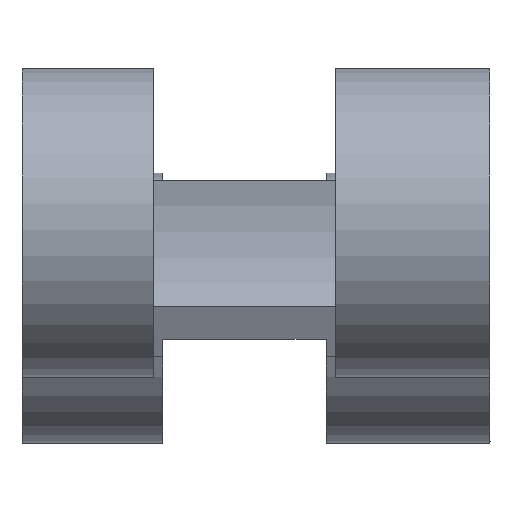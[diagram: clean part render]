
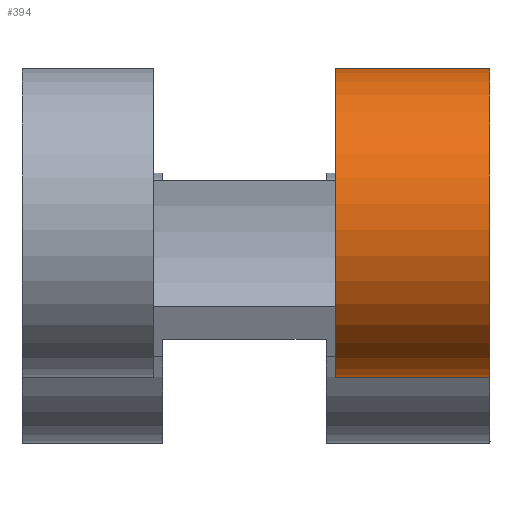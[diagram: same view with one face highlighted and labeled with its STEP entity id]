
A CAD part, left-side view. The second image highlights one B-rep face of the part: STEP entity #394.
In plain terms, the highlighted cylindrical face has radius 4 mm (diameter 8 mm), a partial arc.
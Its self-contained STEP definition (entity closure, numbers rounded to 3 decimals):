
#50=FACE_OUTER_BOUND('',#77,.T.);
#77=EDGE_LOOP('',(#328,#329,#330,#331));
#96=LINE('',#603,#126);
#108=LINE('',#638,#138);
#126=VECTOR('',#488,10.);
#138=VECTOR('',#520,10.);
#161=CIRCLE('',#441,4.);
#165=CIRCLE('',#447,4.);
#179=VERTEX_POINT('',#600);
#180=VERTEX_POINT('',#602);
#192=VERTEX_POINT('',#635);
#193=VERTEX_POINT('',#637);
#220=EDGE_CURVE('',#180,#179,#96,.T.);
#238=EDGE_CURVE('',#193,#192,#108,.T.);
#245=EDGE_CURVE('',#180,#192,#161,.T.);
#249=EDGE_CURVE('',#193,#179,#165,.T.);
#328=ORIENTED_EDGE('',*,*,#220,.T.);
#329=ORIENTED_EDGE('',*,*,#249,.F.);
#330=ORIENTED_EDGE('',*,*,#238,.T.);
#331=ORIENTED_EDGE('',*,*,#245,.F.);
#377=CYLINDRICAL_SURFACE('',#446,4.);
#394=ADVANCED_FACE('',(#50),#377,.T.);
#441=AXIS2_PLACEMENT_3D('',#651,#533,#534);
#446=AXIS2_PLACEMENT_3D('',#657,#543,#544);
#447=AXIS2_PLACEMENT_3D('',#658,#545,#546);
#488=DIRECTION('',(0.,1.,0.));
#520=DIRECTION('',(0.,-1.,0.));
#533=DIRECTION('center_axis',(0.,-1.,0.));
#534=DIRECTION('ref_axis',(0.011,0.,1.));
#543=DIRECTION('center_axis',(0.,1.,0.));
#544=DIRECTION('ref_axis',(-0.992,0.,0.123));
#545=DIRECTION('center_axis',(0.,1.,0.));
#546=DIRECTION('ref_axis',(0.011,0.,1.));
#600=CARTESIAN_POINT('',(-53.518,117.917,50.087));
#602=CARTESIAN_POINT('',(-53.518,113.927,50.087));
#603=CARTESIAN_POINT('',(-53.518,117.847,50.087));
#635=CARTESIAN_POINT('',(-53.925,113.926,46.812));
#637=CARTESIAN_POINT('',(-53.925,117.916,46.812));
#638=CARTESIAN_POINT('',(-53.925,124.71,46.812));
#651=CARTESIAN_POINT('Origin',(-57.337,113.927,48.898));
#657=CARTESIAN_POINT('Origin',(-57.337,117.847,48.898));
#658=CARTESIAN_POINT('Origin',(-57.337,117.917,48.898));
